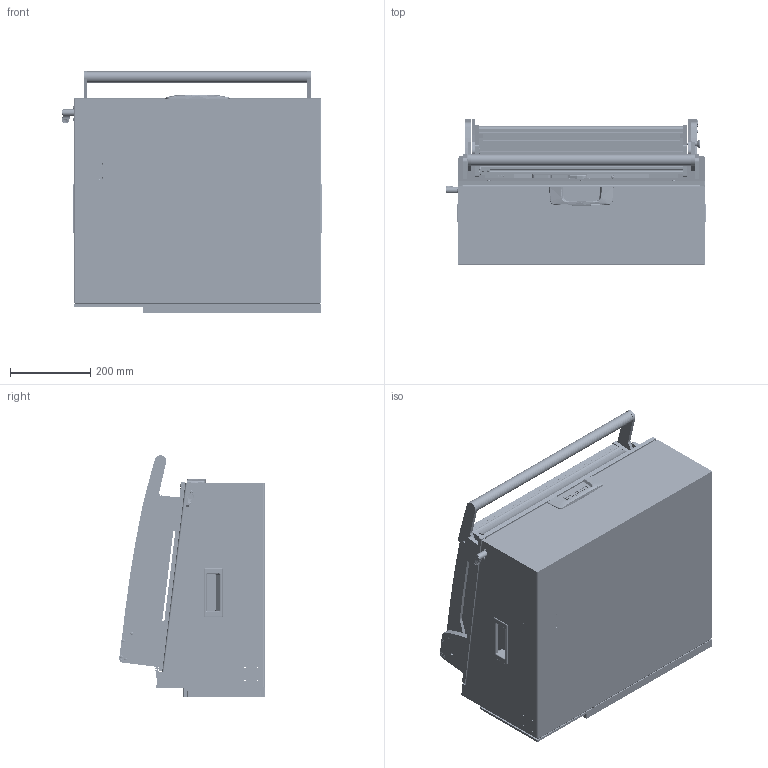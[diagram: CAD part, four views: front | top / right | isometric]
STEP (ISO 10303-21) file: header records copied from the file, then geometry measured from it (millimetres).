
FILE_DESCRIPTION (( 'STEP AP203' ), '1' );
FILE_NAME ('INGUN_47540.STEP', '2023-05-31T08:53:06', ( '' ), ( '' ), 'SwSTEP 2.0', 'SolidWorks 2021', '' );
FILE_SCHEMA (( 'CONFIG_CONTROL_DESIGN' ));
Length unit declared in the file: millimetre
Products named in the file (108): DIN6325~n_02,0m6x020; 110443~0_S; 2528~0; 114280~0_S; 30758~0_S; 55712~0_KUNDE<S>; 31109~0; 2281~0; 112087~1_S; 32171~0_S; 37968~2_S; DIN125~n_04,3 M04,0; 31442~5_mit Zentrierstifen <S>; 30112~0; DIN125~n_06,4 M06,0 Fase; ISO7380~n_M03,0x005; DIN6325~n_04,0m6x016; 35097~0; K_02037~0_Standard ohne Dyn Punkt<Standard>; 31446~16_KUNDE<S>; 109952~0_KUNDE<S>; 3521~0_Spring Pin ISO 8752 - 3 x 16 - St; 109128~0_S; 112086~2_S; 20901~0_Abstand 296<Standard>; ASR~asr_拱04,2x07x拌8; 30758_02~0_S; 49317~0; ISO7380~n_M04,0x008; DIN7991~n_M05,0x020; 39894~2_KUNDE<S>; 32727~9; 114566~0_S; 31666~1_S; 38001~13; 110231~1_S; DIN6325~n_03,0m6x010; 40512~8_KUNDE<S>; 32578~1_S; DIN6325~n_04,0m6x024 ...
Assembly tree (244 placements, depth 6):
  INGUN_47540
    114910~0_ohne GF<S>
      32727~9
      30758~0_S  x2
        30758_01~0_S
        30758_02~0_S
        38564~0
      20902~0
      DIN985-A2~n_M05,0  x3
      DIN7991~n_M05,0x012  x2
      32462~0_S
      DIN7991~n_M05,0x016
      8804~0
      DIN125~n_05,3 M05,0 Fase  x2
      20901~0_Abstand 296<Standard>
        20901~0_ohne Schiebeteil<Standard>
        20901_01~0
      53032~0_S
      32171~0_S
      29805~4_geschlossen<S>
        110322~4_S
        110705~2_S
        30984~0_S
        110231~1_S
        110443~0_S
        30112~0
        ISO7380~n_M05,0x030
        ISO7380~n_M04,0x008  x2
        DIN914~n_M04,0x05
      35334~0_S
    37790~10_KUNDE<S>
      109771~2_S
        38001~13
        37968~2_S
        37971~8_S
        37972~6_S
        2281~0_180ø<Standard>  x3
          2281~0
        32341~6_S
        53031~0_S
        35649~1_S
        35651~1_S
        31253~0_S
        30955~0_S
        30915~0
        ASR~asr_拱04,2x07x拌8  x2
        2528~0  x2
        31109~0
        37973~3_S
        38827~0_S
        31666~1_S
        114566~0_S  x2
          112087~1_S
            111995~1_S
            112086~2_S
            DIN125~n_05,3 M05,0 Fase
          49317~0
          DIN912~n_M04,0x016
          DIN125~n_04,3 M04,0
          DIN125~n_06,4 M06,0 Fase
Bounding box: 647.5 x 362.15 x 601.12 mm (x, y, z)
Volume: 6990198.9 mm3; surface area: 4006013.5 mm2
Topology: 247 solids, 247 shells, 6378 faces, 15959 edges, 10136 vertices
Faces by surface type: cylinder 2757, plane 2307, cone 875, bspline 234, torus 105, sphere 100
Entity records: 134004 total; most frequent: CARTESIAN_POINT 30118, DIRECTION 19416, ORIENTED_EDGE 17880, EDGE_CURVE 8940, AXIS2_PLACEMENT_3D 7339, VERTEX_POINT 5743, VECTOR 4738, LINE 4738
